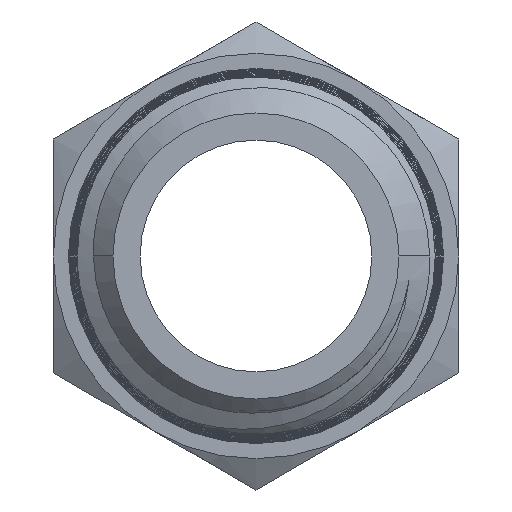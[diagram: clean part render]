
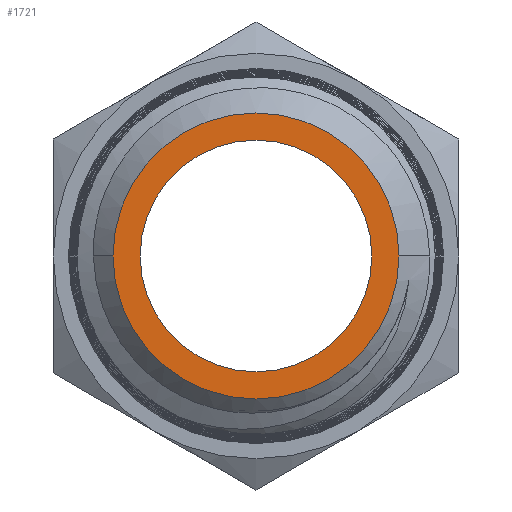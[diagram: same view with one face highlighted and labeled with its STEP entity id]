
A CAD part, left-side view. The second image highlights one B-rep face of the part: STEP entity #1721.
In plain terms, the highlighted face is planar.
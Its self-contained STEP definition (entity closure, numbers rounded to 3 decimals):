
#53=FACE_BOUND('',#423,.T.);
#57=PLANE('',#1819);
#344=FACE_OUTER_BOUND('',#422,.T.);
#422=EDGE_LOOP('',(#1366,#1367));
#423=EDGE_LOOP('',(#1368,#1369));
#564=CIRCLE('',#1760,3.175);
#570=CIRCLE('',#1786,3.922);
#581=CIRCLE('',#1820,3.922);
#582=CIRCLE('',#1821,3.175);
#597=VERTEX_POINT('',#2132);
#598=VERTEX_POINT('',#2134);
#644=VERTEX_POINT('',#5733);
#645=VERTEX_POINT('',#5734);
#812=EDGE_CURVE('',#597,#598,#564,.T.);
#877=EDGE_CURVE('',#644,#645,#570,.T.);
#1035=EDGE_CURVE('',#645,#644,#581,.T.);
#1036=EDGE_CURVE('',#598,#597,#582,.T.);
#1366=ORIENTED_EDGE('',*,*,#1035,.T.);
#1367=ORIENTED_EDGE('',*,*,#877,.T.);
#1368=ORIENTED_EDGE('',*,*,#1036,.F.);
#1369=ORIENTED_EDGE('',*,*,#812,.F.);
#1721=ADVANCED_FACE('',(#344,#53),#57,.F.);
#1760=AXIS2_PLACEMENT_3D('',#2135,#1871,#1872);
#1786=AXIS2_PLACEMENT_3D('',#5735,#1944,#1945);
#1819=AXIS2_PLACEMENT_3D('',#11198,#2034,#2035);
#1820=AXIS2_PLACEMENT_3D('',#11199,#2036,#2037);
#1821=AXIS2_PLACEMENT_3D('',#11200,#2038,#2039);
#1871=DIRECTION('center_axis',(0.,0.,-1.));
#1872=DIRECTION('ref_axis',(-1.,0.,0.));
#1944=DIRECTION('center_axis',(0.,0.,-1.));
#1945=DIRECTION('ref_axis',(1.,0.,0.));
#2034=DIRECTION('center_axis',(0.,0.,1.));
#2035=DIRECTION('ref_axis',(1.,0.,0.));
#2036=DIRECTION('center_axis',(0.,0.,-1.));
#2037=DIRECTION('ref_axis',(1.,0.,0.));
#2038=DIRECTION('center_axis',(0.,0.,-1.));
#2039=DIRECTION('ref_axis',(-1.,0.,0.));
#2132=CARTESIAN_POINT('',(3.175,0.,0.));
#2134=CARTESIAN_POINT('',(-3.175,0.,0.));
#2135=CARTESIAN_POINT('Origin',(0.,0.,0.));
#5733=CARTESIAN_POINT('',(-3.922,0.,0.));
#5734=CARTESIAN_POINT('',(3.922,0.,0.));
#5735=CARTESIAN_POINT('Origin',(0.,0.,0.));
#11198=CARTESIAN_POINT('Origin',(0.,0.,0.));
#11199=CARTESIAN_POINT('Origin',(0.,0.,0.));
#11200=CARTESIAN_POINT('Origin',(0.,0.,0.));
